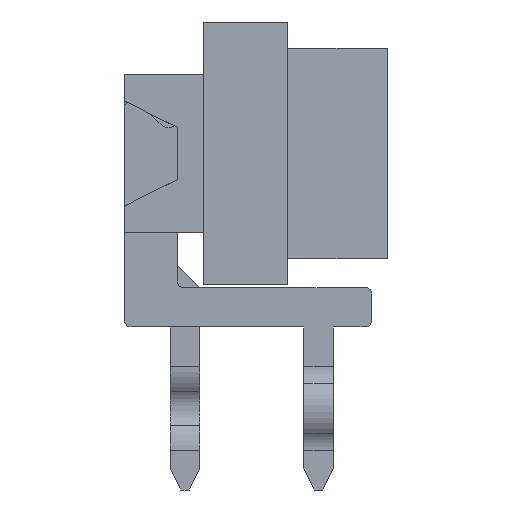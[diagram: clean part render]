
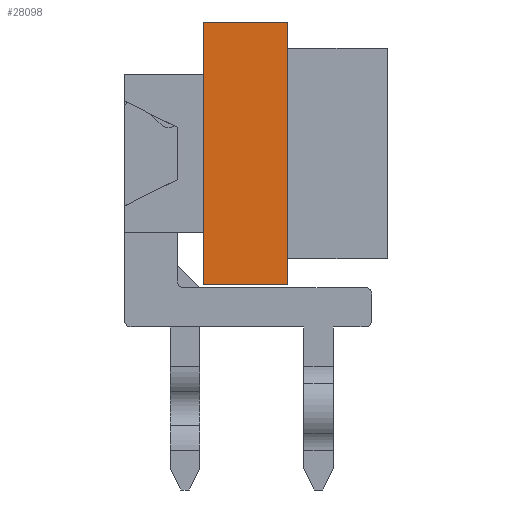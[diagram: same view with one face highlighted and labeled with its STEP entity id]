
A CAD part, front view. The second image highlights one B-rep face of the part: STEP entity #28098.
In plain terms, the highlighted face is planar.
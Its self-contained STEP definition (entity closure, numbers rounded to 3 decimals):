
#8404=ORIENTED_EDGE('',*,*,#13325,.T.);
#8405=ORIENTED_EDGE('',*,*,#13324,.F.);
#8406=ORIENTED_EDGE('',*,*,#13326,.F.);
#8407=ORIENTED_EDGE('',*,*,#13327,.T.);
#13324=EDGE_CURVE('',#16214,#16211,#19324,.T.);
#13325=EDGE_CURVE('',#16215,#16211,#19325,.T.);
#13326=EDGE_CURVE('',#16216,#16214,#19326,.T.);
#13327=EDGE_CURVE('',#16216,#16215,#19327,.T.);
#16211=VERTEX_POINT('',#46245);
#16214=VERTEX_POINT('',#46250);
#16215=VERTEX_POINT('',#46254);
#16216=VERTEX_POINT('',#46256);
#19324=LINE('',#46251,#22630);
#19325=LINE('',#46253,#22631);
#19326=LINE('',#46255,#22632);
#19327=LINE('',#46257,#22633);
#22630=VECTOR('',#37873,1000.);
#22631=VECTOR('',#37876,1000.);
#22632=VECTOR('',#37877,1000.);
#22633=VECTOR('',#37878,1000.);
#24160=EDGE_LOOP('',(#8404,#8405,#8406,#8407));
#25638=FACE_BOUND('',#24160,.T.);
#26668=PLANE('',#30488);
#28098=ADVANCED_FACE('',(#25638),#26668,.F.);
#30488=AXIS2_PLACEMENT_3D('',#46252,#37874,#37875);
#37873=DIRECTION('',(0.,0.,-1.));
#37874=DIRECTION('',(-1.,0.,0.));
#37875=DIRECTION('',(0.,0.,1.));
#37876=DIRECTION('',(0.,1.,0.));
#37877=DIRECTION('',(0.,1.,0.));
#37878=DIRECTION('',(0.,0.,-1.));
#46245=CARTESIAN_POINT('',(11.16,2.5,0.));
#46250=CARTESIAN_POINT('',(11.16,2.5,1.6));
#46251=CARTESIAN_POINT('',(11.16,2.5,1.6));
#46252=CARTESIAN_POINT('',(11.16,-2.5,1.6));
#46253=CARTESIAN_POINT('',(11.16,-2.5,0.));
#46254=CARTESIAN_POINT('',(11.16,-2.5,0.));
#46255=CARTESIAN_POINT('',(11.16,-2.5,1.6));
#46256=CARTESIAN_POINT('',(11.16,-2.5,1.6));
#46257=CARTESIAN_POINT('',(11.16,-2.5,1.6));
